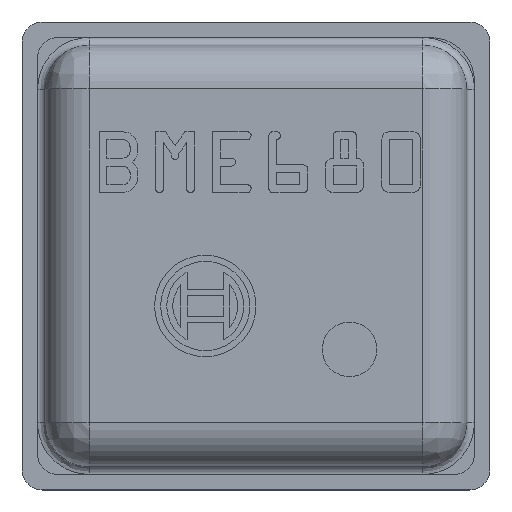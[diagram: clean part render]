
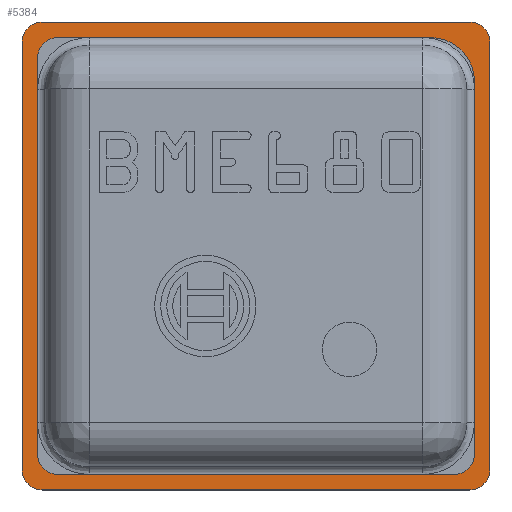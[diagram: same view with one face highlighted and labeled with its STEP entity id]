
A CAD part, top view. The second image highlights one B-rep face of the part: STEP entity #5384.
In plain terms, the highlighted planar face has unit normal (0, 0, 1).
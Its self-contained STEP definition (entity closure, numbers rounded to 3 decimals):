
#4585 = VERTEX_POINT('',#4586);
#4586 = CARTESIAN_POINT('',(-1.4,1.27,
    0.13));
#4592 = EDGE_CURVE('',#4585,#4593,#4595,.T.);
#4593 = VERTEX_POINT('',#4594);
#4594 = CARTESIAN_POINT('',(-1.4,-1.27,
    0.13));
#4595 = LINE('',#4596,#4597);
#4596 = CARTESIAN_POINT('',(-1.4,0.,0.13));
#4597 = VECTOR('',#4598,1.);
#4598 = DIRECTION('',(0.,-1.,0.));
#5339 = VERTEX_POINT('',#5340);
#5340 = CARTESIAN_POINT('',(-1.27,-1.4,
    0.13));
#5348 = EDGE_CURVE('',#4593,#5339,#5349,.T.);
#5349 = CIRCLE('',#5350,0.13);
#5350 = AXIS2_PLACEMENT_3D('',#5351,#5352,#5353);
#5351 = CARTESIAN_POINT('',(-1.27,-1.27,
    0.13));
#5352 = DIRECTION('',(0.,0.,1.));
#5353 = DIRECTION('',(1.,0.,0.));
#5366 = VERTEX_POINT('',#5367);
#5367 = CARTESIAN_POINT('',(-1.27,1.4,
    0.13));
#5373 = EDGE_CURVE('',#5366,#4585,#5374,.T.);
#5374 = CIRCLE('',#5375,0.13);
#5375 = AXIS2_PLACEMENT_3D('',#5376,#5377,#5378);
#5376 = CARTESIAN_POINT('',(-1.27,1.27,
    0.13));
#5377 = DIRECTION('',(0.,0.,1.));
#5378 = DIRECTION('',(1.,0.,0.));
#5384 = ADVANCED_FACE('',(#5385,#5455),#5500,.T.);
#5385 = FACE_BOUND('',#5386,.T.);
#5386 = EDGE_LOOP('',(#5387,#5397,#5406,#5414,#5423,#5431,#5440,#5448));
#5387 = ORIENTED_EDGE('',*,*,#5388,.T.);
#5388 = EDGE_CURVE('',#5389,#5391,#5393,.T.);
#5389 = VERTEX_POINT('',#5390);
#5390 = CARTESIAN_POINT('',(-1.37,-1.5,0.13));
#5391 = VERTEX_POINT('',#5392);
#5392 = CARTESIAN_POINT('',(1.37,-1.5,0.13));
#5393 = LINE('',#5394,#5395);
#5394 = CARTESIAN_POINT('',(0.,-1.5,0.13));
#5395 = VECTOR('',#5396,1.);
#5396 = DIRECTION('',(1.,0.,0.));
#5397 = ORIENTED_EDGE('',*,*,#5398,.T.);
#5398 = EDGE_CURVE('',#5391,#5399,#5401,.T.);
#5399 = VERTEX_POINT('',#5400);
#5400 = CARTESIAN_POINT('',(1.5,-1.37,0.13));
#5401 = CIRCLE('',#5402,0.13);
#5402 = AXIS2_PLACEMENT_3D('',#5403,#5404,#5405);
#5403 = CARTESIAN_POINT('',(1.37,-1.37,0.13));
#5404 = DIRECTION('',(0.,0.,1.));
#5405 = DIRECTION('',(1.,0.,0.));
#5406 = ORIENTED_EDGE('',*,*,#5407,.T.);
#5407 = EDGE_CURVE('',#5399,#5408,#5410,.T.);
#5408 = VERTEX_POINT('',#5409);
#5409 = CARTESIAN_POINT('',(1.5,1.37,0.13));
#5410 = LINE('',#5411,#5412);
#5411 = CARTESIAN_POINT('',(1.5,0.,0.13));
#5412 = VECTOR('',#5413,1.);
#5413 = DIRECTION('',(0.,1.,0.));
#5414 = ORIENTED_EDGE('',*,*,#5415,.T.);
#5415 = EDGE_CURVE('',#5408,#5416,#5418,.T.);
#5416 = VERTEX_POINT('',#5417);
#5417 = CARTESIAN_POINT('',(1.37,1.5,0.13));
#5418 = CIRCLE('',#5419,0.13);
#5419 = AXIS2_PLACEMENT_3D('',#5420,#5421,#5422);
#5420 = CARTESIAN_POINT('',(1.37,1.37,0.13));
#5421 = DIRECTION('',(0.,0.,1.));
#5422 = DIRECTION('',(1.,0.,0.));
#5423 = ORIENTED_EDGE('',*,*,#5424,.T.);
#5424 = EDGE_CURVE('',#5416,#5425,#5427,.T.);
#5425 = VERTEX_POINT('',#5426);
#5426 = CARTESIAN_POINT('',(-1.37,1.5,0.13));
#5427 = LINE('',#5428,#5429);
#5428 = CARTESIAN_POINT('',(0.,1.5,0.13));
#5429 = VECTOR('',#5430,1.);
#5430 = DIRECTION('',(-1.,0.,0.));
#5431 = ORIENTED_EDGE('',*,*,#5432,.T.);
#5432 = EDGE_CURVE('',#5425,#5433,#5435,.T.);
#5433 = VERTEX_POINT('',#5434);
#5434 = CARTESIAN_POINT('',(-1.5,1.37,0.13));
#5435 = CIRCLE('',#5436,0.13);
#5436 = AXIS2_PLACEMENT_3D('',#5437,#5438,#5439);
#5437 = CARTESIAN_POINT('',(-1.37,1.37,0.13));
#5438 = DIRECTION('',(0.,0.,1.));
#5439 = DIRECTION('',(1.,0.,0.));
#5440 = ORIENTED_EDGE('',*,*,#5441,.T.);
#5441 = EDGE_CURVE('',#5433,#5442,#5444,.T.);
#5442 = VERTEX_POINT('',#5443);
#5443 = CARTESIAN_POINT('',(-1.5,-1.37,0.13));
#5444 = LINE('',#5445,#5446);
#5445 = CARTESIAN_POINT('',(-1.5,0.,0.13));
#5446 = VECTOR('',#5447,1.);
#5447 = DIRECTION('',(0.,-1.,0.));
#5448 = ORIENTED_EDGE('',*,*,#5449,.T.);
#5449 = EDGE_CURVE('',#5442,#5389,#5450,.T.);
#5450 = CIRCLE('',#5451,0.13);
#5451 = AXIS2_PLACEMENT_3D('',#5452,#5453,#5454);
#5452 = CARTESIAN_POINT('',(-1.37,-1.37,0.13));
#5453 = DIRECTION('',(0.,0.,1.));
#5454 = DIRECTION('',(1.,0.,0.));
#5455 = FACE_BOUND('',#5456,.T.);
#5456 = EDGE_LOOP('',(#5457,#5458,#5466,#5475,#5483,#5492,#5498,#5499));
#5457 = ORIENTED_EDGE('',*,*,#5373,.F.);
#5458 = ORIENTED_EDGE('',*,*,#5459,.F.);
#5459 = EDGE_CURVE('',#5460,#5366,#5462,.T.);
#5460 = VERTEX_POINT('',#5461);
#5461 = CARTESIAN_POINT('',(1.12,1.4,0.13
    ));
#5462 = LINE('',#5463,#5464);
#5463 = CARTESIAN_POINT('',(0.,1.4,0.13));
#5464 = VECTOR('',#5465,1.);
#5465 = DIRECTION('',(-1.,0.,0.));
#5466 = ORIENTED_EDGE('',*,*,#5467,.F.);
#5467 = EDGE_CURVE('',#5468,#5460,#5470,.T.);
#5468 = VERTEX_POINT('',#5469);
#5469 = CARTESIAN_POINT('',(1.4,1.12,0.13
    ));
#5470 = CIRCLE('',#5471,0.28);
#5471 = AXIS2_PLACEMENT_3D('',#5472,#5473,#5474);
#5472 = CARTESIAN_POINT('',(1.12,1.12,0.13
    ));
#5473 = DIRECTION('',(0.,0.,1.));
#5474 = DIRECTION('',(1.,0.,0.));
#5475 = ORIENTED_EDGE('',*,*,#5476,.F.);
#5476 = EDGE_CURVE('',#5477,#5468,#5479,.T.);
#5477 = VERTEX_POINT('',#5478);
#5478 = CARTESIAN_POINT('',(1.4,-1.27,
    0.13));
#5479 = LINE('',#5480,#5481);
#5480 = CARTESIAN_POINT('',(1.4,0.,0.13));
#5481 = VECTOR('',#5482,1.);
#5482 = DIRECTION('',(0.,1.,0.));
#5483 = ORIENTED_EDGE('',*,*,#5484,.F.);
#5484 = EDGE_CURVE('',#5485,#5477,#5487,.T.);
#5485 = VERTEX_POINT('',#5486);
#5486 = CARTESIAN_POINT('',(1.27,-1.4,
    0.13));
#5487 = CIRCLE('',#5488,0.13);
#5488 = AXIS2_PLACEMENT_3D('',#5489,#5490,#5491);
#5489 = CARTESIAN_POINT('',(1.27,-1.27,
    0.13));
#5490 = DIRECTION('',(0.,0.,1.));
#5491 = DIRECTION('',(1.,0.,0.));
#5492 = ORIENTED_EDGE('',*,*,#5493,.F.);
#5493 = EDGE_CURVE('',#5339,#5485,#5494,.T.);
#5494 = LINE('',#5495,#5496);
#5495 = CARTESIAN_POINT('',(0.,-1.4,0.13));
#5496 = VECTOR('',#5497,1.);
#5497 = DIRECTION('',(1.,0.,0.));
#5498 = ORIENTED_EDGE('',*,*,#5348,.F.);
#5499 = ORIENTED_EDGE('',*,*,#4592,.F.);
#5500 = PLANE('',#5501);
#5501 = AXIS2_PLACEMENT_3D('',#5502,#5503,#5504);
#5502 = CARTESIAN_POINT('',(0.,0.,0.13));
#5503 = DIRECTION('',(0.,0.,1.));
#5504 = DIRECTION('',(1.,0.,0.));
